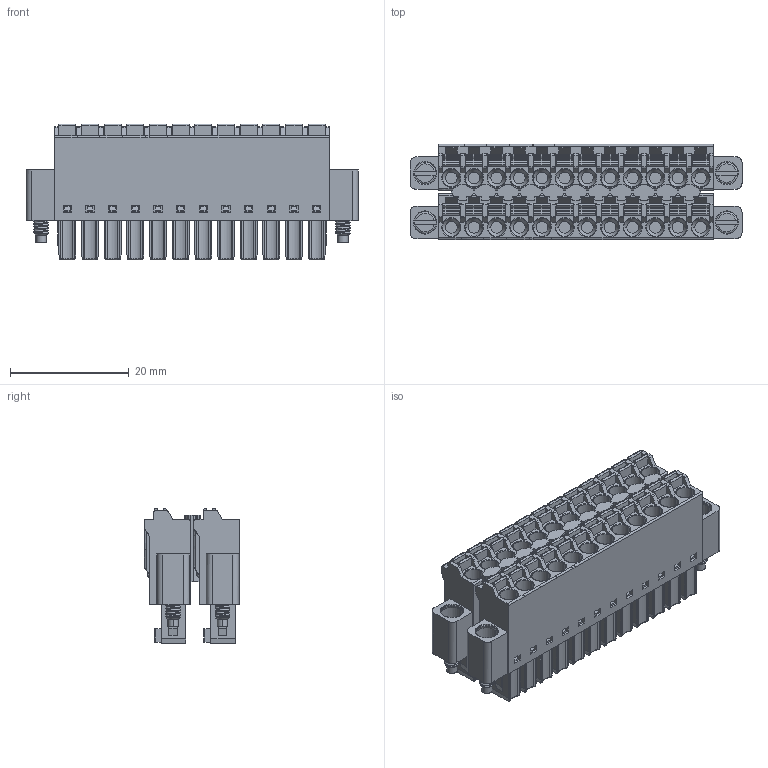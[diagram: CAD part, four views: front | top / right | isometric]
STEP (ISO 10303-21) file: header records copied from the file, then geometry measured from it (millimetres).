
FILE_DESCRIPTION( ('This file contains a STEP AP42 implementation' ,'as created by ZW3D STEP Interface translator.') ,'2;1' );
FILE_NAME( 'WJ15EDGKNM-B-3.81-2x12P.stp' ,'23 713.10 837', (''), ('ZWCAD Software Co.'), 'Version 1.0', 'ZW3D to STEP translator', '' );
FILE_SCHEMA(('AUTOMOTIVE_DESIGN'));
Length unit declared in the file: millimetre
Products named in the file (2): 0; WJ15EDGKNM-B-3.81-2x16P
Bounding box: 55.81 x 16 x 22.8 mm (x, y, z)
Volume: 150.5 mm3; surface area: 13109.4 mm2
Topology: 4 solids, 5 shells, 3566 faces, 10003 edges, 6496 vertices
Faces by surface type: bspline 3566
Entity records: 139615 total; most frequent: CARTESIAN_POINT 78476, ORIENTED_EDGE 20002, EDGE_CURVE 10003, B_SPLINE_CURVE_WITH_KNOTS 7467, VERTEX_POINT 6496, EDGE_LOOP 3875, FACE_OUTER_BOUND 3566, ADVANCED_FACE 3566
